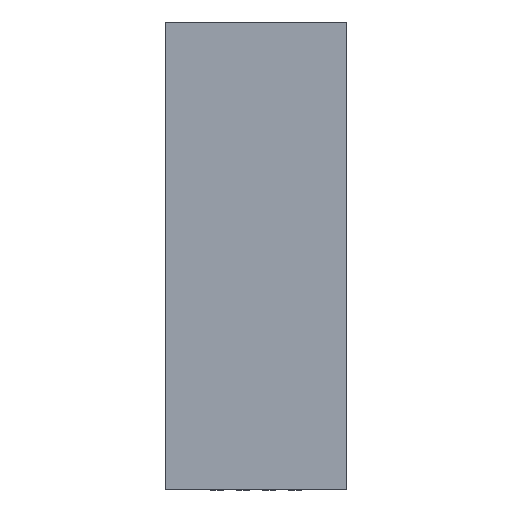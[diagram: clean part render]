
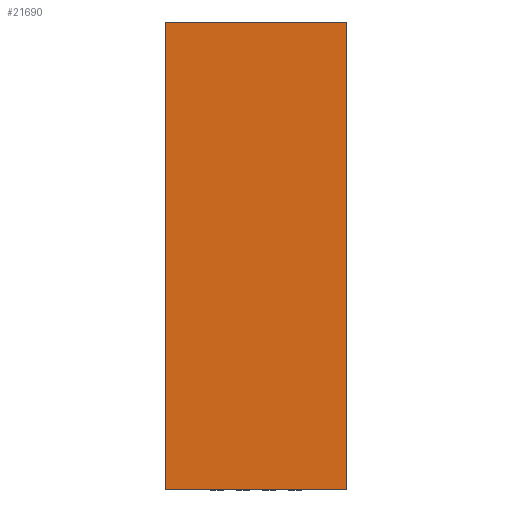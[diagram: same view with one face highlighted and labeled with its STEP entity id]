
A CAD part, top view. The second image highlights one B-rep face of the part: STEP entity #21690.
In plain terms, the highlighted face is planar.
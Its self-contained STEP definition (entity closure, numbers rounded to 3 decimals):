
#16511=DIRECTION('',(0.,0.,1.));
#16512=VECTOR('',#16511,9.);
#16513=CARTESIAN_POINT('',(-1.75,0.775,-4.5));
#16514=LINE('',#16513,#16512);
#16518=DIRECTION('',(-1.,0.,0.));
#16519=VECTOR('',#16518,3.5);
#16520=CARTESIAN_POINT('',(1.75,0.775,-4.5));
#16521=LINE('',#16520,#16519);
#16525=DIRECTION('',(0.,0.,-1.));
#16526=VECTOR('',#16525,9.);
#16527=CARTESIAN_POINT('',(1.75,0.775,4.5));
#16528=LINE('',#16527,#16526);
#16532=DIRECTION('',(1.,0.,0.));
#16533=VECTOR('',#16532,3.5);
#16534=CARTESIAN_POINT('',(-1.75,0.775,4.5));
#16535=LINE('',#16534,#16533);
#17844=CARTESIAN_POINT('',(-1.75,0.775,-4.5));
#17845=CARTESIAN_POINT('',(-1.75,0.775,4.5));
#17846=VERTEX_POINT('',#17844);
#17847=VERTEX_POINT('',#17845);
#17848=CARTESIAN_POINT('',(1.75,0.775,4.5));
#17849=VERTEX_POINT('',#17848);
#17850=CARTESIAN_POINT('',(1.75,0.775,-4.5));
#17851=VERTEX_POINT('',#17850);
#21679=CARTESIAN_POINT('',(0.,0.775,0.));
#21680=DIRECTION('',(0.,1.,0.));
#21681=DIRECTION('',(1.,0.,0.));
#21682=AXIS2_PLACEMENT_3D('',#21679,#21680,#21681);
#21683=PLANE('',#21682);
#21684=ORIENTED_EDGE('',*,*,#19502,.F.);
#21685=ORIENTED_EDGE('',*,*,#19672,.F.);
#21686=ORIENTED_EDGE('',*,*,#20135,.F.);
#21687=ORIENTED_EDGE('',*,*,#21564,.F.);
#21688=EDGE_LOOP('',(#21684,#21685,#21686,#21687));
#21689=FACE_OUTER_BOUND('',#21688,.F.);
#19502=EDGE_CURVE('',#17846,#17847,#16514,.T.);
#19672=EDGE_CURVE('',#17851,#17846,#16521,.T.);
#20135=EDGE_CURVE('',#17849,#17851,#16528,.T.);
#21564=EDGE_CURVE('',#17847,#17849,#16535,.T.);
#21690=ADVANCED_FACE('',(#21689),#21683,.T.);
